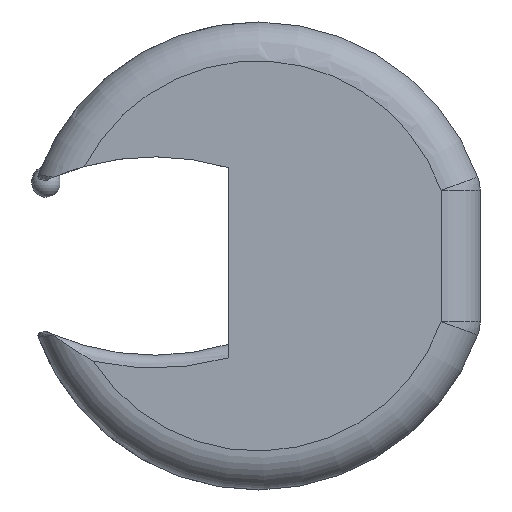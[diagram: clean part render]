
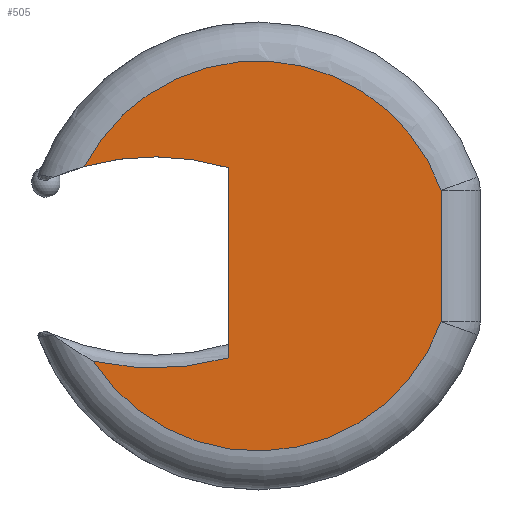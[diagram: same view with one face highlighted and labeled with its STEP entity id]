
A CAD part, front view. The second image highlights one B-rep face of the part: STEP entity #505.
In plain terms, the highlighted planar face has unit normal (0, -1, 0).
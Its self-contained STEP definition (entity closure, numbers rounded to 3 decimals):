
#26=PLANE('',#581);
#46=LINE('',#1180,#65);
#52=LINE('',#1230,#71);
#65=VECTOR('',#671,10.);
#71=VECTOR('',#711,10.);
#110=FACE_OUTER_BOUND('',#144,.T.);
#144=EDGE_LOOP('',(#430,#431,#432,#433,#434,#435));
#157=CIRCLE('',#536,7.5);
#161=CIRCLE('',#542,9.919);
#166=CIRCLE('',#549,7.5);
#183=CIRCLE('',#579,10.419);
#219=VERTEX_POINT('',#904);
#220=VERTEX_POINT('',#913);
#223=VERTEX_POINT('',#923);
#235=VERTEX_POINT('',#1118);
#236=VERTEX_POINT('',#1120);
#249=VERTEX_POINT('',#1215);
#268=EDGE_CURVE('',#219,#220,#157,.T.);
#274=EDGE_CURVE('',#219,#223,#161,.T.);
#289=EDGE_CURVE('',#235,#236,#166,.T.);
#304=EDGE_CURVE('',#220,#235,#46,.T.);
#318=EDGE_CURVE('',#236,#249,#183,.T.);
#321=EDGE_CURVE('',#223,#249,#52,.T.);
#430=ORIENTED_EDGE('',*,*,#289,.F.);
#431=ORIENTED_EDGE('',*,*,#304,.F.);
#432=ORIENTED_EDGE('',*,*,#268,.F.);
#433=ORIENTED_EDGE('',*,*,#274,.T.);
#434=ORIENTED_EDGE('',*,*,#321,.T.);
#435=ORIENTED_EDGE('',*,*,#318,.F.);
#505=ADVANCED_FACE('',(#110),#26,.F.);
#536=AXIS2_PLACEMENT_3D('',#914,#607,#608);
#542=AXIS2_PLACEMENT_3D('',#925,#621,#622);
#549=AXIS2_PLACEMENT_3D('',#1121,#637,#638);
#579=AXIS2_PLACEMENT_3D('',#1216,#705,#706);
#581=AXIS2_PLACEMENT_3D('',#1229,#709,#710);
#607=DIRECTION('center_axis',(0.,1.,0.));
#608=DIRECTION('ref_axis',(0.039,0.,0.999));
#621=DIRECTION('center_axis',(0.,1.,0.));
#622=DIRECTION('ref_axis',(-0.42,0.,0.908));
#637=DIRECTION('center_axis',(0.,1.,0.));
#638=DIRECTION('ref_axis',(0.039,0.,-0.999));
#671=DIRECTION('',(0.,0.,-1.));
#705=DIRECTION('center_axis',(0.,-1.,0.));
#706=DIRECTION('ref_axis',(-0.071,0.,-0.997));
#709=DIRECTION('center_axis',(0.,1.,0.));
#710=DIRECTION('ref_axis',(1.,0.,0.));
#711=DIRECTION('',(0.,0.,-1.));
#904=CARTESIAN_POINT('',(1.468,0.,3.443));
#913=CARTESIAN_POINT('',(15.192,0.,2.531));
#914=CARTESIAN_POINT('Origin',(8.132,0.,0.));
#923=CARTESIAN_POINT('',(7.,0.,3.4));
#925=CARTESIAN_POINT('Origin',(4.161,0.,-6.104));
#1118=CARTESIAN_POINT('',(15.192,0.,-2.531));
#1120=CARTESIAN_POINT('',(1.818,0.,-4.048));
#1121=CARTESIAN_POINT('Origin',(8.132,0.,0.));
#1180=CARTESIAN_POINT('',(15.192,0.,1.39));
#1215=CARTESIAN_POINT('',(7.,0.,-3.921));
#1216=CARTESIAN_POINT('Origin',(4.161,0.,6.104));
#1229=CARTESIAN_POINT('Origin',(8.162,0.,0.));
#1230=CARTESIAN_POINT('',(7.,0.,0.));
